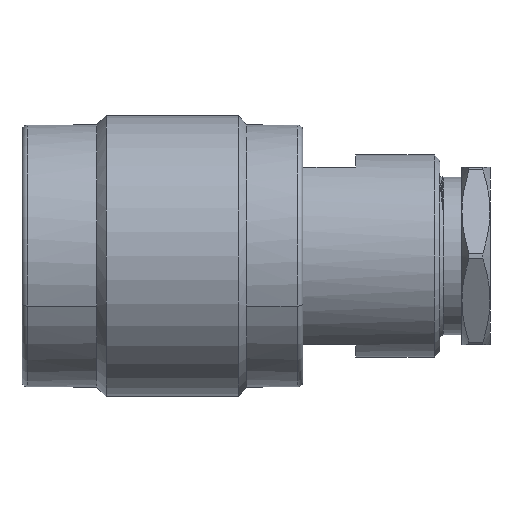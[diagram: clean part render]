
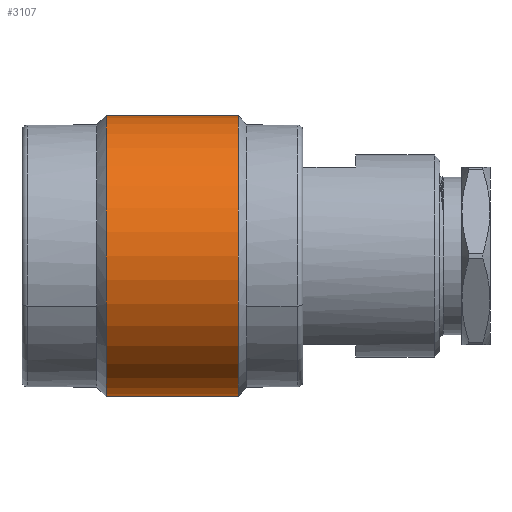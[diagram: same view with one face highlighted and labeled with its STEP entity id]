
A CAD part, front view. The second image highlights one B-rep face of the part: STEP entity #3107.
In plain terms, the highlighted cylindrical face has radius 7.51 mm (diameter 15.02 mm), a partial arc.
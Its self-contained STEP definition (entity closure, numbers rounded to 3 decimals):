
#2 = VERTEX_POINT ( 'NONE', #4254 ) ;
#365 = CARTESIAN_POINT ( 'NONE',  ( 10.552, 0., 0. ) ) ;
#600 = DIRECTION ( 'NONE',  ( 1., 0., 0. ) ) ;
#740 = CARTESIAN_POINT ( 'NONE',  ( 0., 0., 7.51 ) ) ;
#749 = CARTESIAN_POINT ( 'NONE',  ( 3.493, 0., 0. ) ) ;
#760 = EDGE_CURVE ( 'NONE', #3920, #2, #6817, .T. ) ;
#962 = LINE ( 'NONE', #3514, #1725 ) ;
#1183 = CARTESIAN_POINT ( 'NONE',  ( 3.493, 0., -7.51 ) ) ;
#1228 = CIRCLE ( 'NONE', #2993, 7.51 ) ;
#1542 = LINE ( 'NONE', #740, #7435 ) ;
#1725 = VECTOR ( 'NONE', #4947, 1000. ) ;
#1835 = CYLINDRICAL_SURFACE ( 'NONE', #5103, 7.51 ) ;
#2165 = CARTESIAN_POINT ( 'NONE',  ( 10.552, 0., 7.51 ) ) ;
#2788 = DIRECTION ( 'NONE',  ( 0., 0., -1. ) ) ;
#2993 = AXIS2_PLACEMENT_3D ( 'NONE', #749, #6664, #2788 ) ;
#3100 = EDGE_LOOP ( 'NONE', ( #7070, #4967, #4170, #7109 ) ) ;
#3107 = ADVANCED_FACE ( 'NONE', ( #5661 ), #1835, .T. ) ;
#3157 = AXIS2_PLACEMENT_3D ( 'NONE', #365, #3593, #4358 ) ;
#3514 = CARTESIAN_POINT ( 'NONE',  ( 0., 0., -7.51 ) ) ;
#3593 = DIRECTION ( 'NONE',  ( 1., 0., 0. ) ) ;
#3665 = CARTESIAN_POINT ( 'NONE',  ( 0., 0., 0. ) ) ;
#3920 = VERTEX_POINT ( 'NONE', #2165 ) ;
#4170 = ORIENTED_EDGE ( 'NONE', *, *, #8351, .T. ) ;
#4254 = CARTESIAN_POINT ( 'NONE',  ( 10.552, 0., -7.51 ) ) ;
#4358 = DIRECTION ( 'NONE',  ( 0., 0., -1. ) ) ;
#4947 = DIRECTION ( 'NONE',  ( 1., 0., 0. ) ) ;
#4967 = ORIENTED_EDGE ( 'NONE', *, *, #6023, .T. ) ;
#5103 = AXIS2_PLACEMENT_3D ( 'NONE', #3665, #600, #5786 ) ;
#5661 = FACE_OUTER_BOUND ( 'NONE', #3100, .T. ) ;
#5786 = DIRECTION ( 'NONE',  ( 0., 0., -1. ) ) ;
#6023 = EDGE_CURVE ( 'NONE', #7693, #6793, #1228, .T. ) ;
#6332 = EDGE_CURVE ( 'NONE', #7693, #3920, #1542, .T. ) ;
#6664 = DIRECTION ( 'NONE',  ( 1., 0., 0. ) ) ;
#6793 = VERTEX_POINT ( 'NONE', #1183 ) ;
#6817 = CIRCLE ( 'NONE', #3157, 7.51 ) ;
#7070 = ORIENTED_EDGE ( 'NONE', *, *, #6332, .F. ) ;
#7109 = ORIENTED_EDGE ( 'NONE', *, *, #760, .F. ) ;
#7209 = DIRECTION ( 'NONE',  ( 1., 0., 0. ) ) ;
#7435 = VECTOR ( 'NONE', #7209, 1000. ) ;
#7693 = VERTEX_POINT ( 'NONE', #8428 ) ;
#8351 = EDGE_CURVE ( 'NONE', #6793, #2, #962, .T. ) ;
#8428 = CARTESIAN_POINT ( 'NONE',  ( 3.493, 0., 7.51 ) ) ;
